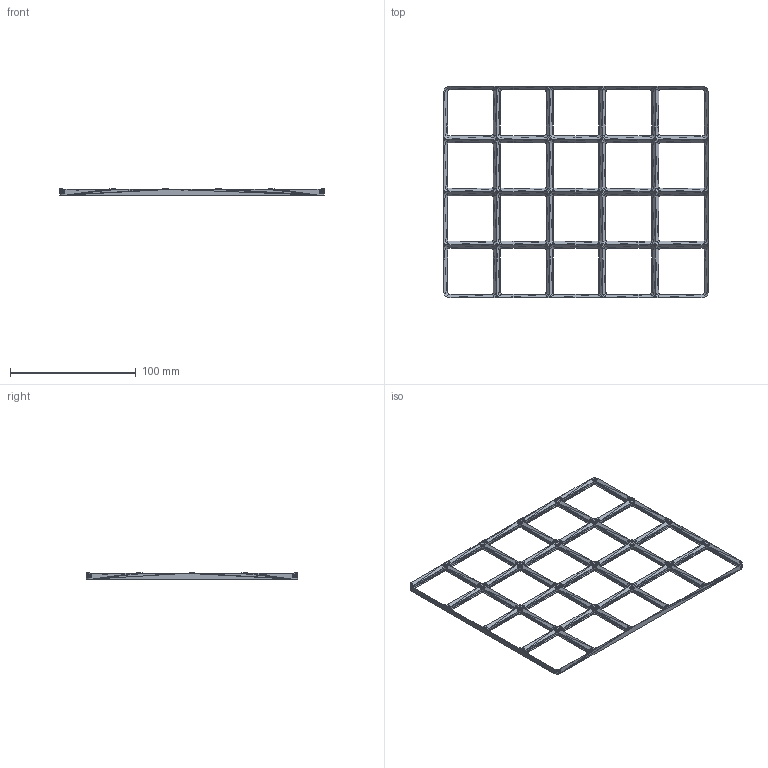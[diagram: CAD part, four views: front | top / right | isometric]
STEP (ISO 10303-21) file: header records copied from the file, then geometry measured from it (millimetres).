
FILE_DESCRIPTION(('HOOPS Exchange Step'),'2;1');
FILE_NAME('Frame 4x5.step','2023-04-24T22:31:09+00:00',('root'),('Unknown organisation'),'HOOPS Exchange 2022.1','HOOPS Exchange','Unknown authorisation');
FILE_SCHEMA( ('AP203_CONFIGURATION_CONTROLLED_3D_DESIGN_OF_MECHANICAL_PARTS_AND_ASSEMBLIES_MIM_LF') );
Length unit declared in the file: millimetre
Products named in the file (1): 0
Bounding box: 210 x 168 x 5 mm (x, y, z)
Volume: 25818.4 mm3; surface area: 30311.9 mm2
Topology: 1 solids, 1 shells, 4392 faces, 6588 edges, 2158 vertices
Faces by surface type: plane 4392
Entity records: 37317 total; most frequent: DIRECTION 8786, CARTESIAN_POINT 6551, AXIS2_PLACEMENT_3D 4393, PLANE 4392, POLY_LOOP 4392, FACE_OUTER_BOUND 4392, FACE_SURFACE 4392, PLANE_ANGLE_MEASURE_WITH_UNIT 1
